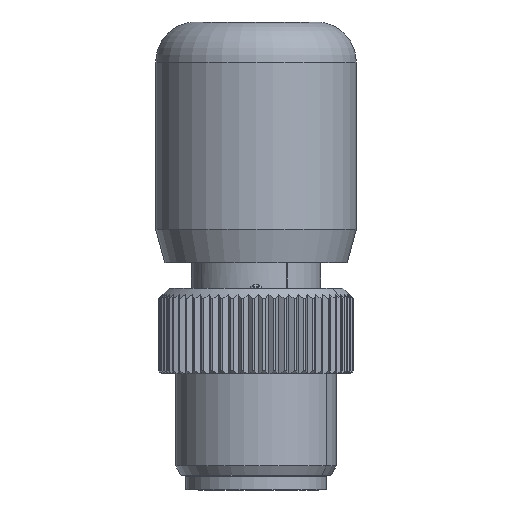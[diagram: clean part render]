
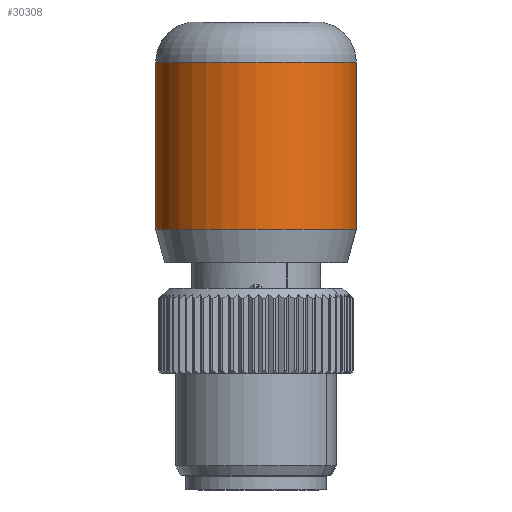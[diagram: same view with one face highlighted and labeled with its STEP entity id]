
A CAD part, front view. The second image highlights one B-rep face of the part: STEP entity #30308.
In plain terms, the highlighted cylindrical face has radius 7.5 mm (diameter 15 mm), a partial arc.
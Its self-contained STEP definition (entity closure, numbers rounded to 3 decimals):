
#30237=AXIS2_PLACEMENT_3D('Circle Axis2P3D',#30235,#30236,$) ;
#30281=AXIS2_PLACEMENT_3D('Cylinder Axis2P3D',#30278,#30279,#30280) ;
#30299=AXIS2_PLACEMENT_3D('Circle Axis2P3D',#30297,#30298,$) ;
#30232=CARTESIAN_POINT('Vertex',(0.,7.5,32.)) ;
#30235=CARTESIAN_POINT('Axis2P3D Location',(7.5,7.5,32.)) ;
#30239=CARTESIAN_POINT('Vertex',(15.,7.5,32.)) ;
#30278=CARTESIAN_POINT('Axis2P3D Location',(7.5,7.5,27.5)) ;
#30283=CARTESIAN_POINT('Line Origine',(15.,7.5,27.5)) ;
#30287=CARTESIAN_POINT('Vertex',(15.,7.5,19.5)) ;
#30290=CARTESIAN_POINT('Line Origine',(0.,7.5,27.5)) ;
#30294=CARTESIAN_POINT('Vertex',(0.,7.5,19.5)) ;
#30297=CARTESIAN_POINT('Axis2P3D Location',(7.5,7.5,19.5)) ;
#30236=DIRECTION('Axis2P3D Direction',(0.,0.,1.)) ;
#30279=DIRECTION('Axis2P3D Direction',(0.,0.,1.)) ;
#30280=DIRECTION('Axis2P3D XDirection',(1.,0.,0.)) ;
#30284=DIRECTION('Vector Direction',(0.,0.,1.)) ;
#30291=DIRECTION('Vector Direction',(0.,0.,1.)) ;
#30298=DIRECTION('Axis2P3D Direction',(0.,0.,1.)) ;
#30285=VECTOR('Line Direction',#30284,1.) ;
#30292=VECTOR('Line Direction',#30291,1.) ;
#30303=ORIENTED_EDGE('',*,*,#30289,.T.) ;
#30304=ORIENTED_EDGE('',*,*,#30241,.F.) ;
#30305=ORIENTED_EDGE('',*,*,#30296,.F.) ;
#30306=ORIENTED_EDGE('',*,*,#30301,.T.) ;
#30308=ADVANCED_FACE('Hauptk\X2\00F6\X0\rper',(#30307),#30282,.T.) ;
#30238=CIRCLE('generated circle',#30237,7.5) ;
#30300=CIRCLE('generated circle',#30299,7.5) ;
#30282=CYLINDRICAL_SURFACE('generated cylinder',#30281,7.5) ;
#30241=EDGE_CURVE('',#30233,#30240,#30238,.T.) ;
#30289=EDGE_CURVE('',#30288,#30240,#30286,.T.) ;
#30296=EDGE_CURVE('',#30295,#30233,#30293,.T.) ;
#30301=EDGE_CURVE('',#30295,#30288,#30300,.T.) ;
#30302=EDGE_LOOP('',(#30303,#30304,#30305,#30306)) ;
#30307=FACE_OUTER_BOUND('',#30302,.T.) ;
#30286=LINE('Line',#30283,#30285) ;
#30293=LINE('Line',#30290,#30292) ;
#30233=VERTEX_POINT('',#30232) ;
#30240=VERTEX_POINT('',#30239) ;
#30288=VERTEX_POINT('',#30287) ;
#30295=VERTEX_POINT('',#30294) ;
